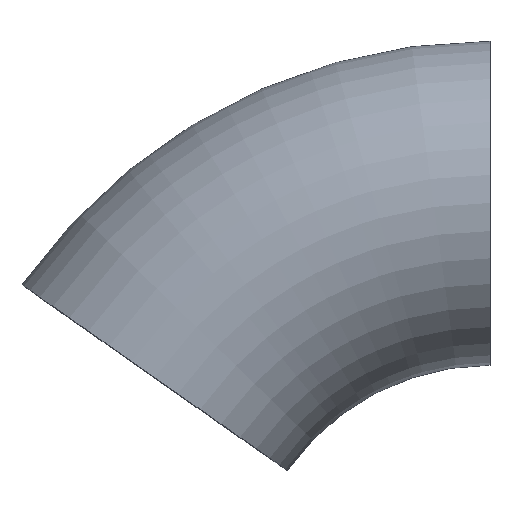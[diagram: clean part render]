
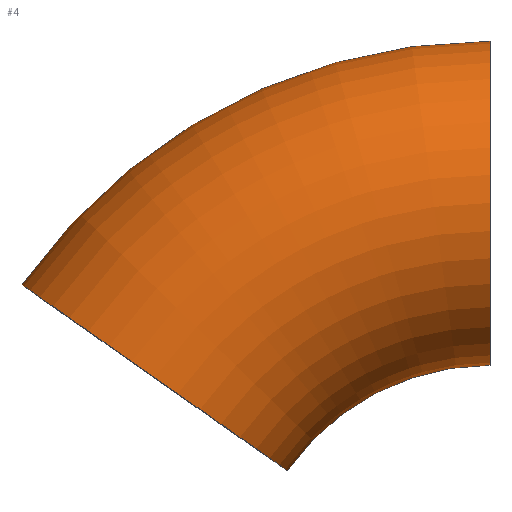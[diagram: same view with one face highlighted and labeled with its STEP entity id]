
A CAD part, top view. The second image highlights one B-rep face of the part: STEP entity #4.
In plain terms, the highlighted toroidal (fillet/blend) face has major radius 76.2 mm and minor radius 30.15 mm.
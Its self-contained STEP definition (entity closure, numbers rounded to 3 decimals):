
#4 = ADVANCED_FACE ( 'NONE', ( #119 ), #169, .T. ) ;
#5 = VERTEX_POINT ( 'NONE', #193 ) ;
#14 = CARTESIAN_POINT ( 'NONE',  ( 0., 46.05, 0. ) ) ;
#16 = DIRECTION ( 'NONE',  ( 1., 0., 0. ) ) ;
#19 = DIRECTION ( 'NONE',  ( 1., 0., 0. ) ) ;
#28 = CIRCLE ( 'NONE', #137, 30.15 ) ;
#31 = DIRECTION ( 'NONE',  ( 0., 0., -1. ) ) ;
#39 = AXIS2_PLACEMENT_3D ( 'NONE', #127, #228, #19 ) ;
#48 = ORIENTED_EDGE ( 'NONE', *, *, #224, .T. ) ;
#49 = EDGE_LOOP ( 'NONE', ( #195, #239, #48, #158 ) ) ;
#51 = VERTEX_POINT ( 'NONE', #190 ) ;
#54 = CARTESIAN_POINT ( 'NONE',  ( -87.117, 61., 0. ) ) ;
#56 = DIRECTION ( 'NONE',  ( 1., 0., 0. ) ) ;
#87 = VERTEX_POINT ( 'NONE', #14 ) ;
#100 = CIRCLE ( 'NONE', #117, 30.15 ) ;
#117 = AXIS2_PLACEMENT_3D ( 'NONE', #183, #16, #246 ) ;
#119 = FACE_OUTER_BOUND ( 'NONE', #49, .T. ) ;
#126 = CARTESIAN_POINT ( 'NONE',  ( -62.419, 43.707, 0. ) ) ;
#127 = CARTESIAN_POINT ( 'NONE',  ( 0., 0., 0. ) ) ;
#137 = AXIS2_PLACEMENT_3D ( 'NONE', #126, #199, #31 ) ;
#139 = AXIS2_PLACEMENT_3D ( 'NONE', #145, #223, #56 ) ;
#145 = CARTESIAN_POINT ( 'NONE',  ( 0., 0., 0. ) ) ;
#158 = ORIENTED_EDGE ( 'NONE', *, *, #252, .F. ) ;
#169 = TOROIDAL_SURFACE ( 'NONE', #177, 76.2, 30.15 ) ;
#176 = DIRECTION ( 'NONE',  ( 1., 0., 0. ) ) ;
#177 = AXIS2_PLACEMENT_3D ( 'NONE', #213, #238, #176 ) ;
#183 = CARTESIAN_POINT ( 'NONE',  ( 0., 76.2, 0. ) ) ;
#190 = CARTESIAN_POINT ( 'NONE',  ( 0., 106.35, 0. ) ) ;
#193 = CARTESIAN_POINT ( 'NONE',  ( -37.722, 26.413, 0. ) ) ;
#195 = ORIENTED_EDGE ( 'NONE', *, *, #207, .F. ) ;
#199 = DIRECTION ( 'NONE',  ( 0.574, 0.819, 0. ) ) ;
#207 = EDGE_CURVE ( 'NONE', #51, #87, #100, .T. ) ;
#213 = CARTESIAN_POINT ( 'NONE',  ( 0., 0., 0. ) ) ;
#218 = VERTEX_POINT ( 'NONE', #54 ) ;
#223 = DIRECTION ( 'NONE',  ( 0., 0., 1. ) ) ;
#224 = EDGE_CURVE ( 'NONE', #218, #5, #28, .T. ) ;
#228 = DIRECTION ( 'NONE',  ( 0., 0., 1. ) ) ;
#238 = DIRECTION ( 'NONE',  ( 0., 0., 1. ) ) ;
#239 = ORIENTED_EDGE ( 'NONE', *, *, #247, .T. ) ;
#240 = CIRCLE ( 'NONE', #139, 106.35 ) ;
#246 = DIRECTION ( 'NONE',  ( 0., 0., -1. ) ) ;
#247 = EDGE_CURVE ( 'NONE', #51, #218, #240, .T. ) ;
#249 = CIRCLE ( 'NONE', #39, 46.05 ) ;
#252 = EDGE_CURVE ( 'NONE', #87, #5, #249, .T. ) ;
